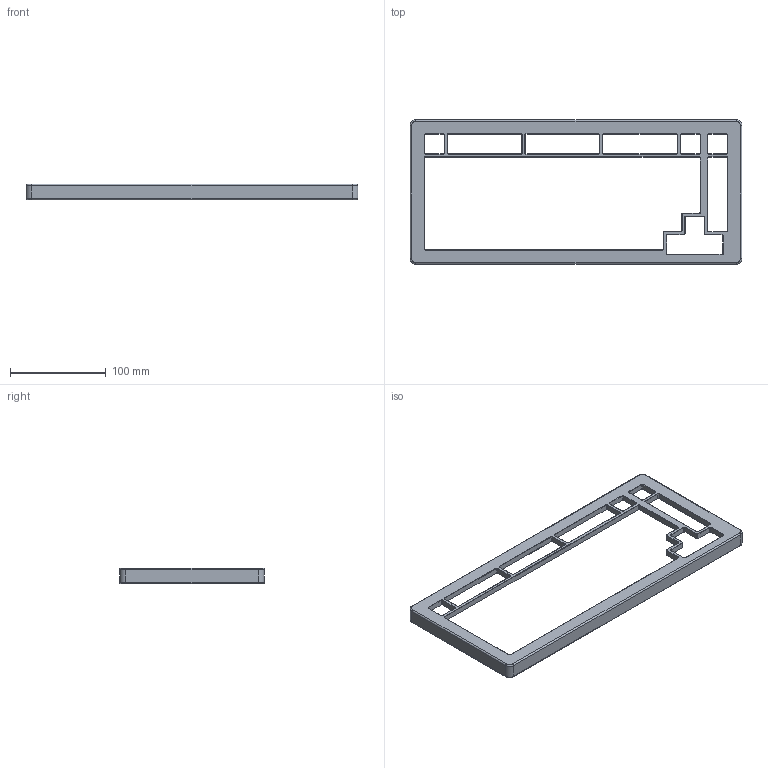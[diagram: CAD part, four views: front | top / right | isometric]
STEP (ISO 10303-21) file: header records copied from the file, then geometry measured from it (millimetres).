
FILE_DESCRIPTION(/* description */ (''),/* implementation_level */ '2;1');
FILE_NAME(/* name */ 'Manta75_Top_Case.step',/* time_stamp */ '2021-12-12T16:57:30+01:00',/* author */ (''),/* organization */ (''),/* preprocessor_version */ 'ST-DEVELOPER v18.1',/* originating_system */ 'Autodesk Translation Framework v10.10.0.1391',/* authorisation */ '');
FILE_SCHEMA (('AUTOMOTIVE_DESIGN { 1 0 10303 214 3 1 1 }'));
Length unit declared in the file: millimetre
Products named in the file (1): Manta75_Top_Case
Bounding box: 345.73 x 150.46 x 16.5 mm (x, y, z)
Volume: 130987.4 mm3; surface area: 69176.3 mm2
Topology: 1 solids, 1 shells, 268 faces, 670 edges, 410 vertices
Faces by surface type: plane 120, cylinder 90, cone 50, torus 8
Full cylindrical faces by diameter (mm): 2.075 x6, 5.5 x4
Entity records: 7945 total; most frequent: DIRECTION 1434, CARTESIAN_POINT 1343, ORIENTED_EDGE 1328, EDGE_CURVE 664, AXIS2_PLACEMENT_3D 501, LINE 432, VECTOR 432, VERTEX_POINT 410
